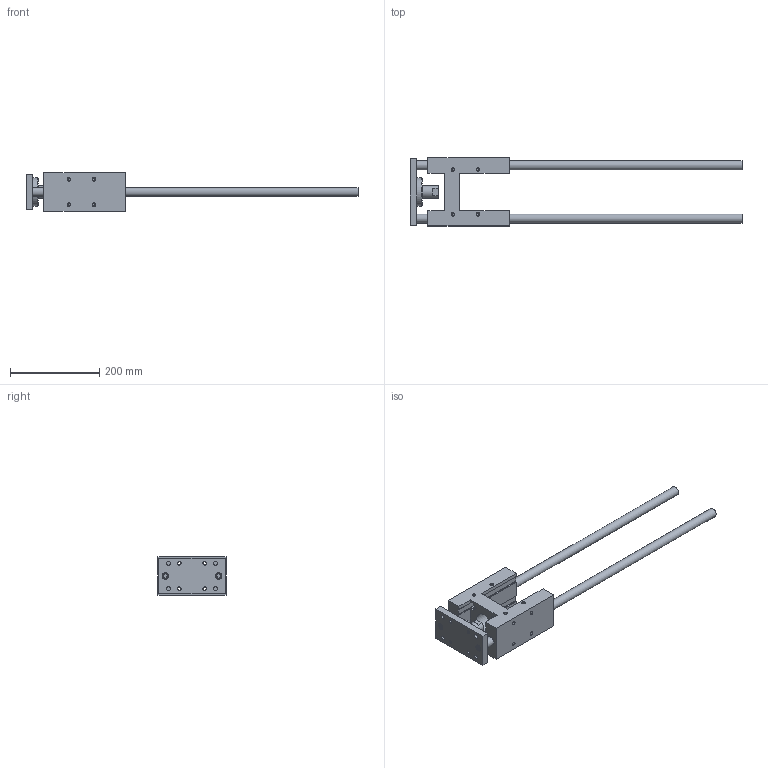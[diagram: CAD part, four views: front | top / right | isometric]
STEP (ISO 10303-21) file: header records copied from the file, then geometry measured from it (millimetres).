
FILE_DESCRIPTION( ( 'STEP AP214' ), '1' );
FILE_NAME( '1320.63.500.GLB(0).stp', '2021-10-26T17:55:20', ( 'License CC BY-ND 4.0' ), ( 'CADENAS' ), ' ', 'PARTsolutions', ' ' );
FILE_SCHEMA( ( 'AUTOMOTIVE_DESIGN { 1 0 10303 214 1 1 1 1 }' ) );
Length unit declared in the file: millimetre
Products named in the file (1): _1320.63.500.GLB(0)
Bounding box: 742 x 152 x 85 mm (x, y, z)
Volume: 1748822.3 mm3; surface area: 236832.7 mm2
Topology: 1 solids, 1 shells, 220 faces, 604 edges, 394 vertices
Faces by surface type: plane 94, cylinder 83, cone 41, torus 2
Full cylindrical faces by diameter (mm): 6.647 x20, 9 x4, 14 x2, 15 x6, 20 x4, 28.235 x1, 45 x1, 62.778 x1
Entity records: 8176 total; most frequent: DIRECTION 1126, CARTESIAN_POINT 1085, ORIENTED_EDGE 976, EDGE_CURVE 488, AXIS2_PLACEMENT_3D 417, VERTEX_POINT 376, EDGE_LOOP 338, LINE 292
